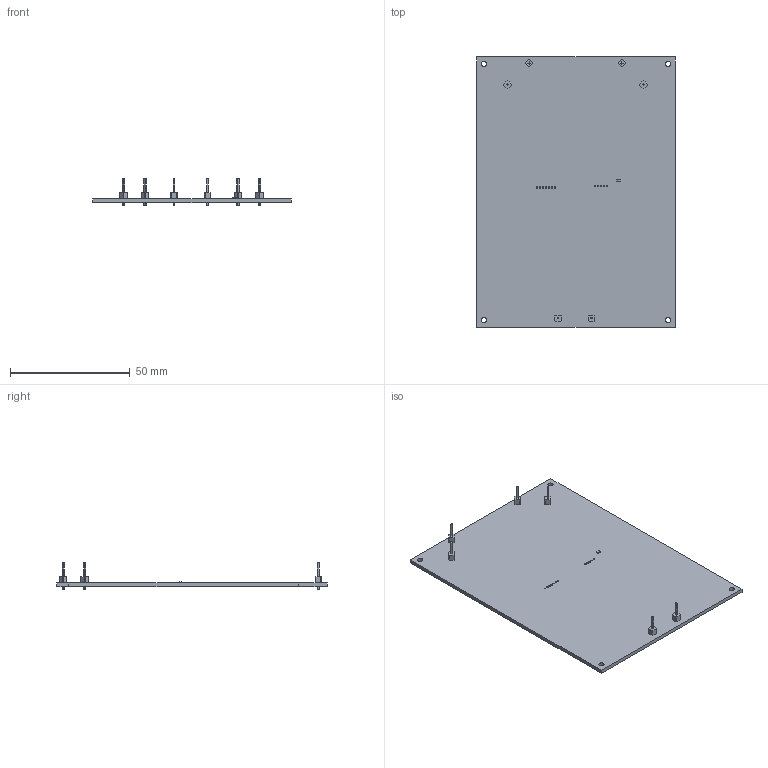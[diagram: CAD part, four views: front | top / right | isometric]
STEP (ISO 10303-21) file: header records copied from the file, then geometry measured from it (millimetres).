
FILE_DESCRIPTION(('KiCad electronic assembly'),'2;1');
FILE_NAME('solar_panel_v1.step','2023-03-15T00:26:43',('Pcbnew'),( 'Kicad'),'Open CASCADE STEP processor 7.6','KiCad to STEP converter' ,'Unknown');
FILE_SCHEMA(('AUTOMOTIVE_DESIGN { 1 0 10303 214 1 1 1 1 }'));
Length unit declared in the file: millimetre
Products named in the file (6): solar_panel_v1 1; R_0603_1608Metric; SOLID; PinHeader_1x01_P2.54mm_Vertical; PCB
Assembly tree (10 placements, depth 3):
  solar_panel_v1 1
    R_0603_1608Metric
      SOLID
    PinHeader_1x01_P2.54mm_Vertical  x6
      SOLID
    PCB
Bounding box: 83 x 113 x 11.54 mm (x, y, z)
Volume: 14900.7 mm3; surface area: 19801.1 mm2
Topology: 8 solids, 8 shells, 226 faces, 542 edges, 344 vertices
Faces by surface type: plane 196, cylinder 30
Full cylindrical faces by diameter (mm): 0.6 x12, 1 x6, 2.2 x4
Entity records: 6280 total; most frequent: CARTESIAN_POINT 1219, DIRECTION 868, LINE 546, VECTOR 546, ORIENTED_EDGE 444, PCURVE 444, DEFINITIONAL_REPRESENTATION 444, EDGE_CURVE 222
